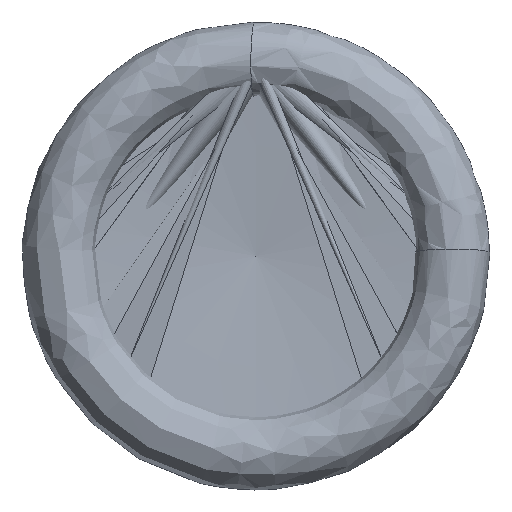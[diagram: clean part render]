
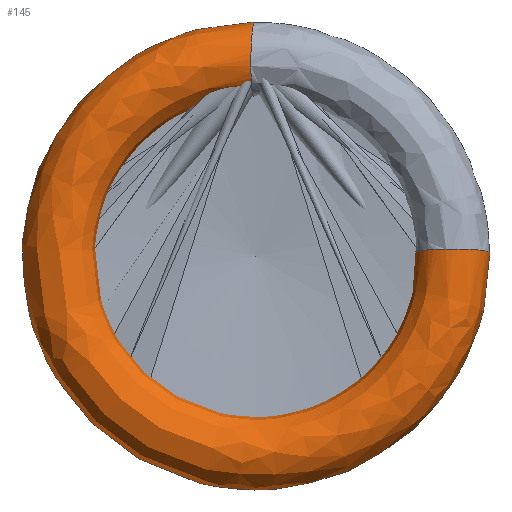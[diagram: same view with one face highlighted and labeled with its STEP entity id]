
A CAD part, left-side view. The second image highlights one B-rep face of the part: STEP entity #145.
In plain terms, the highlighted free-form (B-spline) face has degree [3, 3] with [7, 7] control points.
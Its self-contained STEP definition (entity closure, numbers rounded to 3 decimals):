
#145=ADVANCED_FACE('',(#160,#161),#158,.F.);
#158=(
BOUNDED_SURFACE()
B_SPLINE_SURFACE(3,3,((#344,#345,#346,#347,#348,#349,#350),(#351,#352,#353,
#354,#355,#356,#357),(#358,#359,#360,#361,#362,#363,#364),(#365,#366,#367,
#368,#369,#370,#371),(#372,#373,#374,#375,#376,#377,#378),(#379,#380,#381,
#382,#383,#384,#385),(#386,#387,#388,#389,#390,#391,#392)),
 .UNSPECIFIED.,.T.,.F.,.F.)
B_SPLINE_SURFACE_WITH_KNOTS((1,3,3,3,1),(4,3,4),(-0.5,0.,0.5,1.,1.5),(0.,
0.5,1.),.UNSPECIFIED.)
GEOMETRIC_REPRESENTATION_ITEM()
RATIONAL_B_SPLINE_SURFACE(((1.,0.587,0.587,1.,0.587,
0.587,1.),(0.333,0.196,0.196,
0.333,0.196,0.196,0.333),
(0.333,0.196,0.196,0.333,
0.196,0.196,0.333),(1.,0.587,
0.587,1.,0.587,0.587,1.),(0.333,
0.196,0.196,0.333,0.196,
0.196,0.333),(0.333,0.196,
0.196,0.333,0.196,0.196,
0.333),(1.,0.587,0.587,1.,0.587,
0.587,1.)))
REPRESENTATION_ITEM('')
SURFACE()
);
#160=FACE_BOUND('',#184,.T.);
#161=FACE_BOUND('',#185,.T.);
#184=EDGE_LOOP('',(#208));
#185=EDGE_LOOP('',(#209));
#208=ORIENTED_EDGE('',*,*,#245,.T.);
#209=ORIENTED_EDGE('',*,*,#246,.F.);
#232=VERTEX_POINT('',#341);
#233=VERTEX_POINT('',#343);
#245=EDGE_CURVE('',#232,#232,#257,.T.);
#246=EDGE_CURVE('',#233,#233,#258,.T.);
#257=CIRCLE('',#270,8.);
#258=CIRCLE('',#271,8.);
#270=AXIS2_PLACEMENT_3D('',#340,#294,#295);
#271=AXIS2_PLACEMENT_3D('',#342,#296,#297);
#294=DIRECTION('',(0.087,0.996,0.01));
#295=DIRECTION('',(0.996,-0.087,-0.001));
#296=DIRECTION('',(0.087,0.,0.996));
#297=DIRECTION('',(0.996,0.,-0.087));
#340=CARTESIAN_POINT('',(7.97,0.366,42.));
#341=CARTESIAN_POINT('',(15.939,-0.331,41.992));
#342=CARTESIAN_POINT('',(7.97,-41.994,0.803));
#343=CARTESIAN_POINT('',(15.939,-41.994,0.106));
#344=CARTESIAN_POINT('',(15.939,-41.994,0.106));
#345=CARTESIAN_POINT('',(15.939,-42.104,-44.015));
#346=CARTESIAN_POINT('',(15.939,-1.34,-60.896));
#347=CARTESIAN_POINT('',(15.939,29.774,-29.614));
#348=CARTESIAN_POINT('',(15.939,60.888,1.668));
#349=CARTESIAN_POINT('',(15.939,43.788,42.341));
#350=CARTESIAN_POINT('',(15.939,-0.331,41.992));
#351=CARTESIAN_POINT('',(15.939,-25.994,0.106));
#352=CARTESIAN_POINT('',(15.939,-26.104,-27.205));
#353=CARTESIAN_POINT('',(15.939,-0.888,-37.693));
#354=CARTESIAN_POINT('',(15.939,18.401,-18.359));
#355=CARTESIAN_POINT('',(15.939,37.691,0.974));
#356=CARTESIAN_POINT('',(15.939,27.145,26.167));
#357=CARTESIAN_POINT('',(15.939,-0.165,25.993));
#358=CARTESIAN_POINT('',(0.,-25.994,1.5));
#359=CARTESIAN_POINT('',(0.,-27.57,-25.81));
#360=CARTESIAN_POINT('',(0.,-2.91,-37.653));
#361=CARTESIAN_POINT('',(0.,17.42,-19.351));
#362=CARTESIAN_POINT('',(0.,37.751,-1.048));
#363=CARTESIAN_POINT('',(0.,28.555,24.716));
#364=CARTESIAN_POINT('',(0.,1.229,26.008));
#365=CARTESIAN_POINT('',(0.,-41.994,1.5));
#366=CARTESIAN_POINT('',(0.,-43.57,-42.621));
#367=CARTESIAN_POINT('',(0.,-3.363,-60.857));
#368=CARTESIAN_POINT('',(0.,28.793,-30.605));
#369=CARTESIAN_POINT('',(0.,60.948,-0.354));
#370=CARTESIAN_POINT('',(0.,45.198,40.89));
#371=CARTESIAN_POINT('',(0.,1.063,42.007));
#372=CARTESIAN_POINT('',(0.,-57.994,1.5));
#373=CARTESIAN_POINT('',(0.,-59.57,-59.431));
#374=CARTESIAN_POINT('',(0.,-3.815,-84.06));
#375=CARTESIAN_POINT('',(0.,40.165,-41.86));
#376=CARTESIAN_POINT('',(0.,84.146,0.34));
#377=CARTESIAN_POINT('',(0.,61.841,57.064));
#378=CARTESIAN_POINT('',(0.,0.897,58.006));
#379=CARTESIAN_POINT('',(15.939,-57.994,0.106));
#380=CARTESIAN_POINT('',(15.939,-58.104,-60.826));
#381=CARTESIAN_POINT('',(15.939,-1.793,-84.099));
#382=CARTESIAN_POINT('',(15.939,41.146,-40.869));
#383=CARTESIAN_POINT('',(15.939,84.085,2.362));
#384=CARTESIAN_POINT('',(15.939,60.431,58.515));
#385=CARTESIAN_POINT('',(15.939,-0.498,57.992));
#386=CARTESIAN_POINT('',(15.939,-41.994,0.106));
#387=CARTESIAN_POINT('',(15.939,-42.104,-44.015));
#388=CARTESIAN_POINT('',(15.939,-1.34,-60.896));
#389=CARTESIAN_POINT('',(15.939,29.774,-29.614));
#390=CARTESIAN_POINT('',(15.939,60.888,1.668));
#391=CARTESIAN_POINT('',(15.939,43.788,42.341));
#392=CARTESIAN_POINT('',(15.939,-0.331,41.992));
